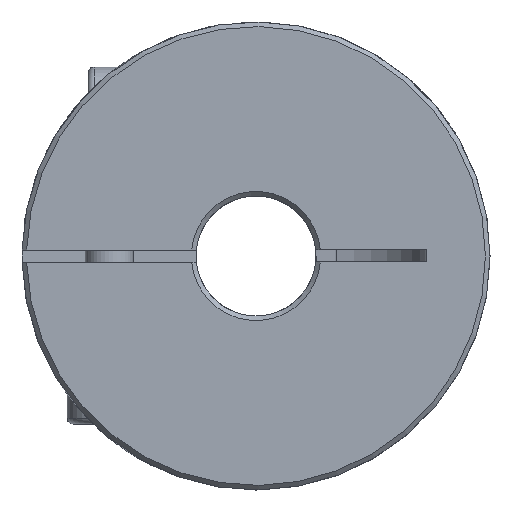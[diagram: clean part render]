
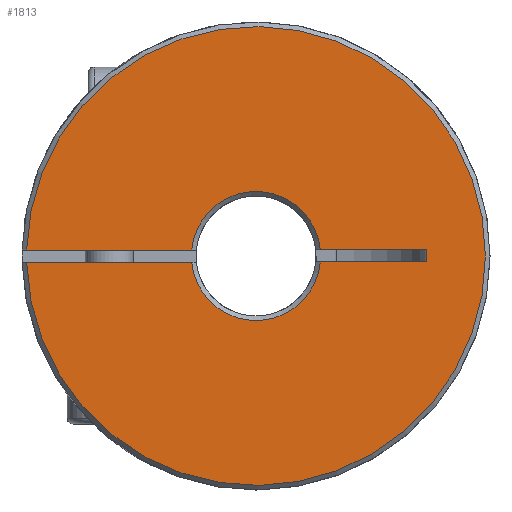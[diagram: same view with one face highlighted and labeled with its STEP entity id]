
A CAD part, left-side view. The second image highlights one B-rep face of the part: STEP entity #1813.
In plain terms, the highlighted planar face has unit normal (-1, 0, 0).
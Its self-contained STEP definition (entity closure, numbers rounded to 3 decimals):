
#172 = EDGE_CURVE ( 'NONE', #1172, #1173, #2591, .T. ) ;
#173 = EDGE_CURVE ( 'NONE', #1172, #1171, #2595, .T. ) ;
#588 = EDGE_LOOP ( 'NONE', ( #1708, #1709, #1710, #1711, #1712, #1713, #1714, #1715 ) ) ;
#841 = EDGE_CURVE ( 'NONE', #1162, #1163, #3935, .T. ) ;
#851 = EDGE_CURVE ( 'NONE', #1168, #1173, #3947, .T. ) ;
#853 = EDGE_CURVE ( 'NONE', #1171, #1162, #3942, .T. ) ;
#855 = EDGE_CURVE ( 'NONE', #1170, #1163, #3939, .T. ) ;
#856 = EDGE_CURVE ( 'NONE', #1170, #1169, #3953, .T. ) ;
#857 = EDGE_CURVE ( 'NONE', #1168, #1169, #3955, .T. ) ;
#995 = AXIS2_PLACEMENT_3D ( 'NONE', #2788, #2789, #2790 ) ;
#1162 = VERTEX_POINT ( 'NONE', #4351 ) ;
#1163 = VERTEX_POINT ( 'NONE', #4352 ) ;
#1168 = VERTEX_POINT ( 'NONE', #4357 ) ;
#1169 = VERTEX_POINT ( 'NONE', #4358 ) ;
#1170 = VERTEX_POINT ( 'NONE', #4359 ) ;
#1171 = VERTEX_POINT ( 'NONE', #4360 ) ;
#1172 = VERTEX_POINT ( 'NONE', #4361 ) ;
#1173 = VERTEX_POINT ( 'NONE', #4362 ) ;
#1708 = ORIENTED_EDGE ( 'NONE', *, *, #857, .T. ) ;
#1709 = ORIENTED_EDGE ( 'NONE', *, *, #856, .F. ) ;
#1710 = ORIENTED_EDGE ( 'NONE', *, *, #855, .T. ) ;
#1711 = ORIENTED_EDGE ( 'NONE', *, *, #841, .F. ) ;
#1712 = ORIENTED_EDGE ( 'NONE', *, *, #853, .F. ) ;
#1713 = ORIENTED_EDGE ( 'NONE', *, *, #173, .F. ) ;
#1714 = ORIENTED_EDGE ( 'NONE', *, *, #172, .T. ) ;
#1715 = ORIENTED_EDGE ( 'NONE', *, *, #851, .F. ) ;
#1813 = ADVANCED_FACE ( 'NONE', ( #4775 ), #4591, .T. ) ;
#2587 = VECTOR ( 'NONE', #2787, 1000. ) ;
#2591 = LINE ( 'NONE', #2773, #2587 ) ;
#2595 = CIRCLE ( 'NONE', #995, 19.119 ) ;
#2773 = CARTESIAN_POINT ( 'NONE',  ( -24.5, 0., 0.5 ) ) ;
#2787 = DIRECTION ( 'NONE',  ( 0., -1., 0. ) ) ;
#2788 = CARTESIAN_POINT ( 'NONE',  ( -24.5, 0., 0. ) ) ;
#2789 = DIRECTION ( 'NONE',  ( 1., 0., 0. ) ) ;
#2790 = DIRECTION ( 'NONE',  ( 0., -1., 0. ) ) ;
#3935 = CIRCLE ( 'NONE', #4008, 5.381 ) ;
#3939 = LINE ( 'NONE', #4261, #3948 ) ;
#3942 = LINE ( 'NONE', #4256, #3946 ) ;
#3946 = VECTOR ( 'NONE', #4257, 1000. ) ;
#3947 = CIRCLE ( 'NONE', #4020, 5.381 ) ;
#3948 = VECTOR ( 'NONE', #4262, 1000. ) ;
#3953 = LINE ( 'NONE', #4263, #3954 ) ;
#3954 = VECTOR ( 'NONE', #4264, 1000. ) ;
#3955 = LINE ( 'NONE', #4266, #3956 ) ;
#3956 = VECTOR ( 'NONE', #4267, 1000. ) ;
#4008 = AXIS2_PLACEMENT_3D ( 'NONE', #4184, #4186, #4187 ) ;
#4020 = AXIS2_PLACEMENT_3D ( 'NONE', #4209, #4251, #4252 ) ;
#4062 = AXIS2_PLACEMENT_3D ( 'NONE', #4584, #4594, #4595 ) ;
#4184 = CARTESIAN_POINT ( 'NONE',  ( -24.5, 0., 0. ) ) ;
#4186 = DIRECTION ( 'NONE',  ( -1., 0., 0. ) ) ;
#4187 = DIRECTION ( 'NONE',  ( 0., -1., 0. ) ) ;
#4209 = CARTESIAN_POINT ( 'NONE',  ( -24.5, 0., 0. ) ) ;
#4251 = DIRECTION ( 'NONE',  ( -1., 0., 0. ) ) ;
#4252 = DIRECTION ( 'NONE',  ( 0., -1., 0. ) ) ;
#4256 = CARTESIAN_POINT ( 'NONE',  ( -24.5, 0., -0.5 ) ) ;
#4257 = DIRECTION ( 'NONE',  ( 0., -1., 0. ) ) ;
#4261 = CARTESIAN_POINT ( 'NONE',  ( -24.5, -14.214, -0.5 ) ) ;
#4262 = DIRECTION ( 'NONE',  ( 0., 1., 0. ) ) ;
#4263 = CARTESIAN_POINT ( 'NONE',  ( -24.5, -14.214, -17.43 ) ) ;
#4264 = DIRECTION ( 'NONE',  ( 0., 0., 1. ) ) ;
#4266 = CARTESIAN_POINT ( 'NONE',  ( -24.5, -14.214, 0.5 ) ) ;
#4267 = DIRECTION ( 'NONE',  ( 0., -1., 0. ) ) ;
#4351 = CARTESIAN_POINT ( 'NONE',  ( -24.5, 5.358, -0.5 ) ) ;
#4352 = CARTESIAN_POINT ( 'NONE',  ( -24.5, -5.358, -0.5 ) ) ;
#4357 = CARTESIAN_POINT ( 'NONE',  ( -24.5, -5.358, 0.5 ) ) ;
#4358 = CARTESIAN_POINT ( 'NONE',  ( -24.5, -14.214, 0.5 ) ) ;
#4359 = CARTESIAN_POINT ( 'NONE',  ( -24.5, -14.214, -0.5 ) ) ;
#4360 = CARTESIAN_POINT ( 'NONE',  ( -24.5, 19.112, -0.5 ) ) ;
#4361 = CARTESIAN_POINT ( 'NONE',  ( -24.5, 19.112, 0.5 ) ) ;
#4362 = CARTESIAN_POINT ( 'NONE',  ( -24.5, 5.358, 0.5 ) ) ;
#4584 = CARTESIAN_POINT ( 'NONE',  ( -24.5, 0., 0. ) ) ;
#4591 = PLANE ( 'NONE',  #4062 ) ;
#4594 = DIRECTION ( 'NONE',  ( -1., 0., 0. ) ) ;
#4595 = DIRECTION ( 'NONE',  ( 0., -1., 0. ) ) ;
#4775 = FACE_OUTER_BOUND ( 'NONE', #588, .T. ) ;
